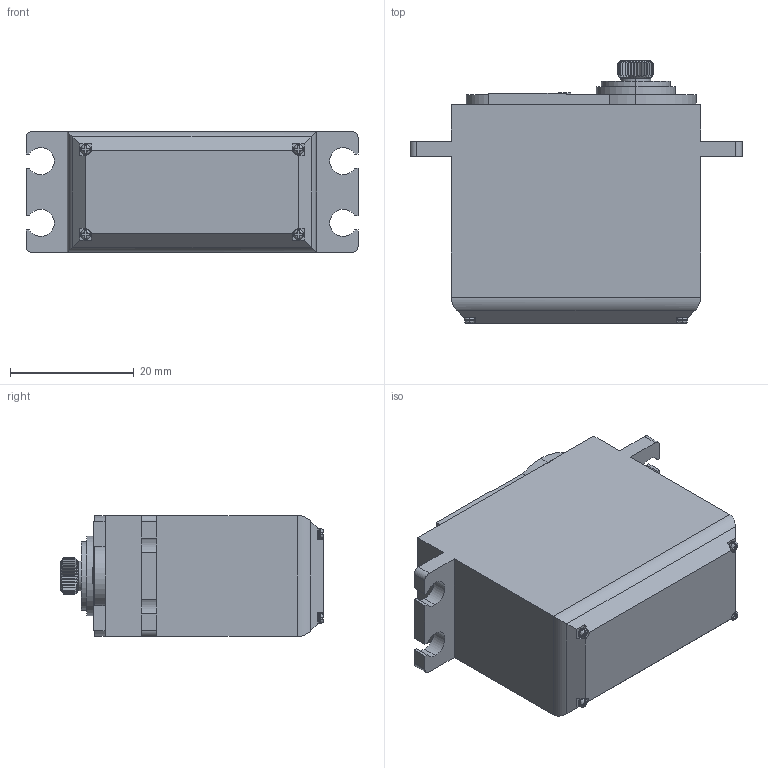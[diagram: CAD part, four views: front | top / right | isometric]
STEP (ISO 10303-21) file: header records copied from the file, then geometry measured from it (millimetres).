
FILE_DESCRIPTION (( 'STEP AP214' ), '1' );
FILE_NAME ('Standard Servo motor.STEP', '2021-06-03T07:23:52', ( '' ), ( '' ), 'SwSTEP 2.0', 'SolidWorks 2016', '' );
FILE_SCHEMA (( 'AUTOMOTIVE_DESIGN' ));
Length unit declared in the file: millimetre
Products named in the file (1): Standard Servo motor
Bounding box: 53.74 x 42.6 x 19.57 mm (x, y, z)
Volume: 29181.3 mm3; surface area: 6647.6 mm2
Topology: 1 solids, 1 shells, 380 faces, 1065 edges, 701 vertices
Faces by surface type: plane 201, cylinder 91, cone 72, bspline 16
Entity records: 14677 total; most frequent: CARTESIAN_POINT 3181, ORIENTED_EDGE 2130, DIRECTION 1828, EDGE_CURVE 1065, VERTEX_POINT 701, AXIS2_PLACEMENT_3D 628, LINE 572, VECTOR 572
